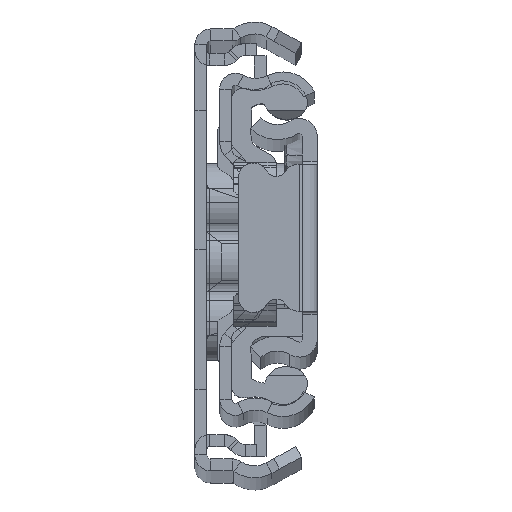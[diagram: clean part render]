
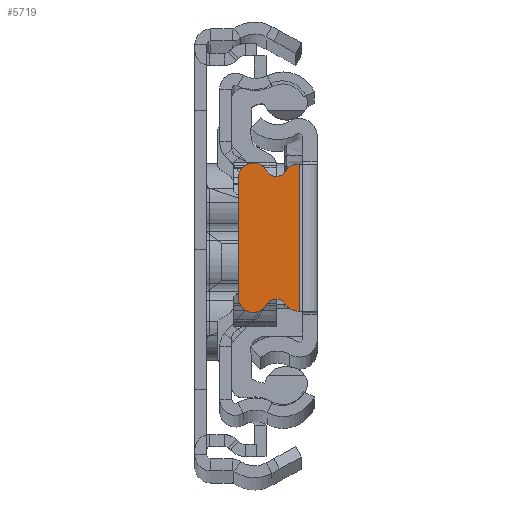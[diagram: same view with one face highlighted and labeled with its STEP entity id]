
A CAD part, top view. The second image highlights one B-rep face of the part: STEP entity #5719.
In plain terms, the highlighted planar face has unit normal (0, 0, 1).
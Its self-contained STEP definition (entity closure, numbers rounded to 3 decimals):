
#171 = CARTESIAN_POINT ( 'NONE',  ( -1.929, 5.87, 0. ) ) ;
#513 = CARTESIAN_POINT ( 'NONE',  ( -1.929, -7.37, 0. ) ) ;
#1232 = CARTESIAN_POINT ( 'NONE',  ( -7.929, -6., 0. ) ) ;
#1438 = VERTEX_POINT ( 'NONE', #13487 ) ;
#1492 = ORIENTED_EDGE ( 'NONE', *, *, #25237, .T. ) ;
#2585 = PLANE ( 'NONE',  #11728 ) ;
#2767 = ORIENTED_EDGE ( 'NONE', *, *, #4697, .T. ) ;
#2787 = EDGE_CURVE ( 'NONE', #23482, #15378, #5355, .T. ) ;
#3288 = VERTEX_POINT ( 'NONE', #16624 ) ;
#3321 = AXIS2_PLACEMENT_3D ( 'NONE', #10790, #6926, #5047 ) ;
#3584 = CARTESIAN_POINT ( 'NONE',  ( -3.206, -6.658, 0. ) ) ;
#3800 = FACE_OUTER_BOUND ( 'NONE', #12565, .T. ) ;
#3823 = VECTOR ( 'NONE', #15004, 1000. ) ;
#4128 = ORIENTED_EDGE ( 'NONE', *, *, #16217, .T. ) ;
#4331 = AXIS2_PLACEMENT_3D ( 'NONE', #19699, #19563, #25535 ) ;
#4467 = LINE ( 'NONE', #22665, #26031 ) ;
#4697 = EDGE_CURVE ( 'NONE', #15791, #3288, #14763, .T. ) ;
#5014 = CARTESIAN_POINT ( 'NONE',  ( -1.929, 7.37, 0. ) ) ;
#5047 = DIRECTION ( 'NONE',  ( 1., 0., 0. ) ) ;
#5178 = CIRCLE ( 'NONE', #4331, 1.1 ) ;
#5185 = DIRECTION ( 'NONE',  ( 0., 0., 1. ) ) ;
#5355 = CIRCLE ( 'NONE', #15545, 1.5 ) ;
#5397 = CARTESIAN_POINT ( 'NONE',  ( -4.142, 7.236, 0. ) ) ;
#5719 = ADVANCED_FACE ( 'NONE', ( #3800 ), #2585, .T. ) ;
#5758 = VERTEX_POINT ( 'NONE', #19280 ) ;
#5898 = DIRECTION ( 'NONE',  ( 0., 0., 1. ) ) ;
#6167 = DIRECTION ( 'NONE',  ( -1., 0., 0. ) ) ;
#6175 = LINE ( 'NONE', #14275, #22910 ) ;
#6355 = CARTESIAN_POINT ( 'NONE',  ( -1.75, -7.37, 0. ) ) ;
#6413 = ORIENTED_EDGE ( 'NONE', *, *, #10108, .F. ) ;
#6926 = DIRECTION ( 'NONE',  ( 0., 0., 1. ) ) ;
#7235 = CARTESIAN_POINT ( 'NONE',  ( -5.109, -6.713, 0. ) ) ;
#8038 = CARTESIAN_POINT ( 'NONE',  ( -6.429, 6., 0. ) ) ;
#8603 = CIRCLE ( 'NONE', #25555, 1.1 ) ;
#8929 = ORIENTED_EDGE ( 'NONE', *, *, #24200, .T. ) ;
#9073 = CARTESIAN_POINT ( 'NONE',  ( -6.429, -6., 0. ) ) ;
#9682 = DIRECTION ( 'NONE',  ( 0., -1., 0. ) ) ;
#10108 = EDGE_CURVE ( 'NONE', #1438, #23299, #4467, .T. ) ;
#10583 = VERTEX_POINT ( 'NONE', #1232 ) ;
#10688 = DIRECTION ( 'NONE',  ( 1., 0., 0. ) ) ;
#10790 = CARTESIAN_POINT ( 'NONE',  ( -1.929, -5.87, 0. ) ) ;
#11453 = AXIS2_PLACEMENT_3D ( 'NONE', #9073, #21155, #16782 ) ;
#11687 = CARTESIAN_POINT ( 'NONE',  ( -7.929, -6., 0. ) ) ;
#11728 = AXIS2_PLACEMENT_3D ( 'NONE', #16664, #5185, #10688 ) ;
#12042 = EDGE_CURVE ( 'NONE', #19085, #15791, #5178, .T. ) ;
#12565 = EDGE_LOOP ( 'NONE', ( #6413, #16256, #1492, #4128, #13517, #22259, #8929, #18693, #2767, #19494 ) ) ;
#12944 = EDGE_CURVE ( 'NONE', #15378, #10583, #18285, .T. ) ;
#13480 = EDGE_CURVE ( 'NONE', #22231, #1438, #6175, .T. ) ;
#13487 = CARTESIAN_POINT ( 'NONE',  ( -1.75, 7.37, 0. ) ) ;
#13517 = ORIENTED_EDGE ( 'NONE', *, *, #2787, .T. ) ;
#13701 = CARTESIAN_POINT ( 'NONE',  ( -7.929, 6., 0. ) ) ;
#13752 = EDGE_CURVE ( 'NONE', #23299, #3288, #18720, .T. ) ;
#14275 = CARTESIAN_POINT ( 'NONE',  ( -1.929, 7.37, 0. ) ) ;
#14763 = CIRCLE ( 'NONE', #3321, 1.5 ) ;
#15004 = DIRECTION ( 'NONE',  ( -1., 0., 0. ) ) ;
#15378 = VERTEX_POINT ( 'NONE', #13701 ) ;
#15422 = CIRCLE ( 'NONE', #17553, 1.5 ) ;
#15545 = AXIS2_PLACEMENT_3D ( 'NONE', #8038, #5898, #25828 ) ;
#15791 = VERTEX_POINT ( 'NONE', #3584 ) ;
#16217 = EDGE_CURVE ( 'NONE', #5758, #23482, #8603, .T. ) ;
#16256 = ORIENTED_EDGE ( 'NONE', *, *, #13480, .F. ) ;
#16624 = CARTESIAN_POINT ( 'NONE',  ( -1.929, -7.37, 0. ) ) ;
#16664 = CARTESIAN_POINT ( 'NONE',  ( 694.071, 0., 0. ) ) ;
#16782 = DIRECTION ( 'NONE',  ( 1., 0., 0. ) ) ;
#17553 = AXIS2_PLACEMENT_3D ( 'NONE', #171, #22621, #6167 ) ;
#18285 = LINE ( 'NONE', #11687, #23614 ) ;
#18693 = ORIENTED_EDGE ( 'NONE', *, *, #12042, .T. ) ;
#18720 = LINE ( 'NONE', #513, #3823 ) ;
#19085 = VERTEX_POINT ( 'NONE', #7235 ) ;
#19279 = DIRECTION ( 'NONE',  ( 1., 0., 0. ) ) ;
#19280 = CARTESIAN_POINT ( 'NONE',  ( -3.206, 6.658, 0. ) ) ;
#19494 = ORIENTED_EDGE ( 'NONE', *, *, #13752, .F. ) ;
#19563 = DIRECTION ( 'NONE',  ( 0., 0., -1. ) ) ;
#19699 = CARTESIAN_POINT ( 'NONE',  ( -4.142, -7.236, 0. ) ) ;
#21155 = DIRECTION ( 'NONE',  ( 0., 0., 1. ) ) ;
#21350 = CARTESIAN_POINT ( 'NONE',  ( -5.109, 6.713, 0. ) ) ;
#22231 = VERTEX_POINT ( 'NONE', #5014 ) ;
#22259 = ORIENTED_EDGE ( 'NONE', *, *, #12944, .T. ) ;
#22621 = DIRECTION ( 'NONE',  ( 0., 0., 1. ) ) ;
#22665 = CARTESIAN_POINT ( 'NONE',  ( -1.75, 0., 0. ) ) ;
#22881 = CIRCLE ( 'NONE', #11453, 1.5 ) ;
#22910 = VECTOR ( 'NONE', #19279, 1000. ) ;
#23299 = VERTEX_POINT ( 'NONE', #6355 ) ;
#23451 = DIRECTION ( 'NONE',  ( 1., 0., 0. ) ) ;
#23482 = VERTEX_POINT ( 'NONE', #21350 ) ;
#23614 = VECTOR ( 'NONE', #9682, 1000. ) ;
#24200 = EDGE_CURVE ( 'NONE', #10583, #19085, #22881, .T. ) ;
#25034 = DIRECTION ( 'NONE',  ( 0., -1., 0. ) ) ;
#25237 = EDGE_CURVE ( 'NONE', #22231, #5758, #15422, .T. ) ;
#25535 = DIRECTION ( 'NONE',  ( -1., 0., 0. ) ) ;
#25555 = AXIS2_PLACEMENT_3D ( 'NONE', #5397, #25715, #23451 ) ;
#25715 = DIRECTION ( 'NONE',  ( 0., 0., -1. ) ) ;
#25828 = DIRECTION ( 'NONE',  ( -1., 0., 0. ) ) ;
#26031 = VECTOR ( 'NONE', #25034, 1000. ) ;
